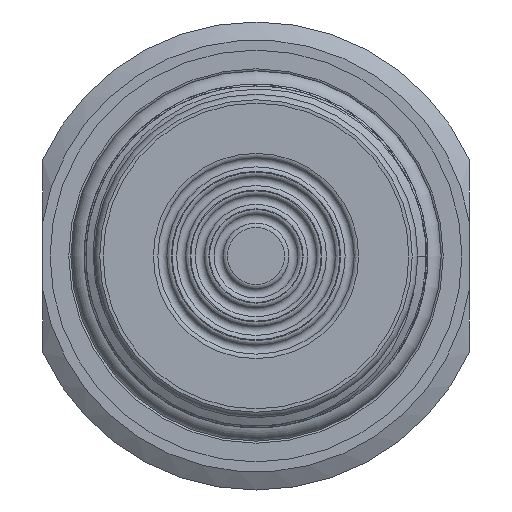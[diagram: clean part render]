
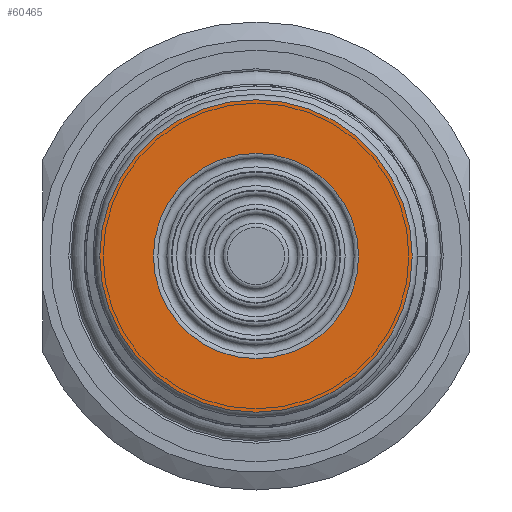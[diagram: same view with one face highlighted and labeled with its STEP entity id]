
A CAD part, left-side view. The second image highlights one B-rep face of the part: STEP entity #60465.
In plain terms, the highlighted planar face has unit normal (-1, 0, 0).
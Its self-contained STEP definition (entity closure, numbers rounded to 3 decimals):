
#4516=FACE_BOUND('',#15633,.T.);
#7706=PLANE('',#68379);
#11589=FACE_OUTER_BOUND('',#15632,.T.);
#15632=EDGE_LOOP('',(#56095));
#15633=EDGE_LOOP('',(#56096));
#16503=CIRCLE('',#68380,15.025);
#16504=CIRCLE('',#68381,9.866);
#28794=VERTEX_POINT('',#135186);
#28795=VERTEX_POINT('',#135188);
#37903=EDGE_CURVE('',#28794,#28794,#16503,.T.);
#37904=EDGE_CURVE('',#28795,#28795,#16504,.T.);
#56095=ORIENTED_EDGE('',*,*,#37903,.F.);
#56096=ORIENTED_EDGE('',*,*,#37904,.T.);
#60465=ADVANCED_FACE('',(#11589,#4516),#7706,.T.);
#68379=AXIS2_PLACEMENT_3D('',#135185,#86578,#86579);
#68380=AXIS2_PLACEMENT_3D('',#135187,#86580,#86581);
#68381=AXIS2_PLACEMENT_3D('',#135189,#86582,#86583);
#86578=DIRECTION('center_axis',(-1.,0.,0.));
#86579=DIRECTION('ref_axis',(0.,0.,1.));
#86580=DIRECTION('center_axis',(1.,0.,0.));
#86581=DIRECTION('ref_axis',(0.,0.,-1.));
#86582=DIRECTION('center_axis',(1.,0.,0.));
#86583=DIRECTION('ref_axis',(0.,0.,-1.));
#135185=CARTESIAN_POINT('Origin',(0.,15.025,0.));
#135186=CARTESIAN_POINT('',(0.,-15.025,0.));
#135187=CARTESIAN_POINT('Origin',(0.,0.,0.));
#135188=CARTESIAN_POINT('',(0.,0.,
9.866));
#135189=CARTESIAN_POINT('Origin',(0.,0.,0.));
